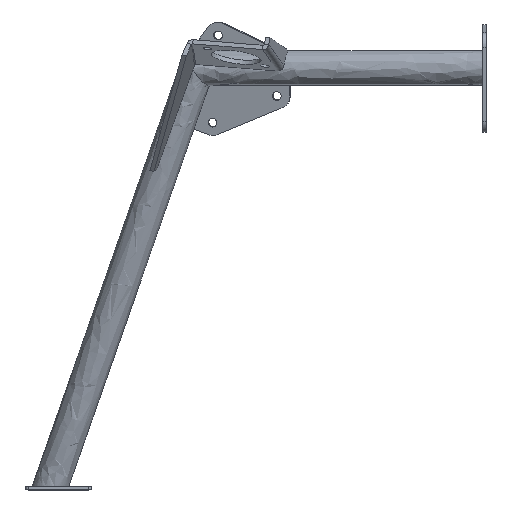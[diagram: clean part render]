
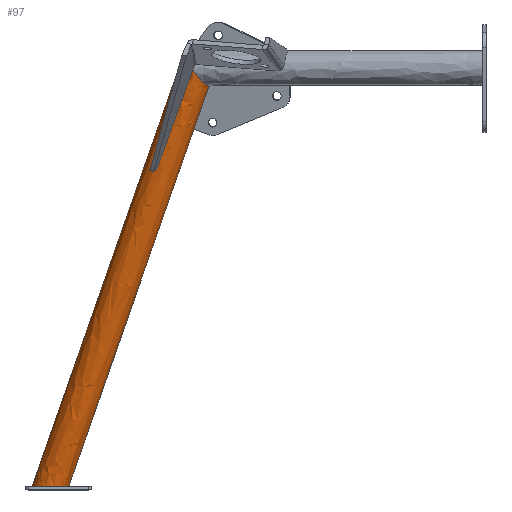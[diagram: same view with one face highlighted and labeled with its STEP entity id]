
A CAD part, top view. The second image highlights one B-rep face of the part: STEP entity #97.
In plain terms, the highlighted free-form (B-spline) face has degree [2, 1] with [9, 2] control points.
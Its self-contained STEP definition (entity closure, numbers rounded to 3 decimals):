
#97=ADVANCED_FACE('',(#201),#1741,.T.);
#201=FACE_OUTER_BOUND('',#313,.T.);
#313=EDGE_LOOP('',(#579,#580,#581,#582,#583));
#579=ORIENTED_EDGE('',*,*,#1056,.T.);
#580=ORIENTED_EDGE('',*,*,#1054,.F.);
#581=ORIENTED_EDGE('',*,*,#1049,.F.);
#582=ORIENTED_EDGE('',*,*,#1050,.F.);
#583=ORIENTED_EDGE('',*,*,#1055,.F.);
#1049=EDGE_CURVE('',#1585,#1584,#1409,.T.);
#1050=EDGE_CURVE('',#1586,#1585,#1410,.T.);
#1054=EDGE_CURVE('',#1584,#1588,#1414,.T.);
#1055=EDGE_CURVE('',#1589,#1586,#1415,.T.);
#1056=EDGE_CURVE('',#1589,#1588,#1416,.T.);
#1409=B_SPLINE_CURVE_WITH_KNOTS('',3,(#2699,#2700,#2701,#2702,#2703,#2704),
 .UNSPECIFIED.,.F.,.F.,(4,2,4),(-1.,-0.493,0.),
 .UNSPECIFIED.);
#1410=B_SPLINE_CURVE_WITH_KNOTS('',3,(#2705,#2706,#2707,#2708,#2709,#2710),
 .UNSPECIFIED.,.F.,.F.,(4,2,4),(-1.,-0.507,0.),
 .UNSPECIFIED.);
#1414=B_SPLINE_CURVE_WITH_KNOTS('',1,(#2725,#2726),.UNSPECIFIED.,.F.,.F.,
(2,2),(0.,496.56),.UNSPECIFIED.);
#1415=B_SPLINE_CURVE_WITH_KNOTS('',1,(#2727,#2728),.UNSPECIFIED.,.F.,.F.,
(2,2),(-539.411,0.),.UNSPECIFIED.);
#1416=B_SPLINE_CURVE_WITH_KNOTS('',3,(#2729,#2730,#2731,#2732,#2733,#2734,
#2735,#2736,#2737,#2738,#2739),.UNSPECIFIED.,.F.,.F.,(4,1,1,1,1,1,1,1,4),
(-1.,-0.875,-0.75,-0.625,-0.5,-0.375,-0.25,-0.125,0.),.UNSPECIFIED.);
#1584=VERTEX_POINT('',#2645);
#1585=VERTEX_POINT('',#2646);
#1586=VERTEX_POINT('',#2647);
#1588=VERTEX_POINT('',#2649);
#1589=VERTEX_POINT('',#2650);
#1741=(
BOUNDED_SURFACE()
B_SPLINE_SURFACE(2,1,((#2551,#2552),(#2553,#2554),(#2555,#2556),(#2557,
#2558),(#2559,#2560),(#2561,#2562),(#2563,#2564),(#2565,#2566),(#2567,#2568)),
 .UNSPECIFIED.,.T.,.F.,.F.)
B_SPLINE_SURFACE_WITH_KNOTS((3,2,2,2,3),(2,2),(0.,31.416,62.832,
94.248,125.664),(0.,672.385),.UNSPECIFIED.)
GEOMETRIC_REPRESENTATION_ITEM()
RATIONAL_B_SPLINE_SURFACE(((1.,1.),(0.707,0.707),
(1.,1.),(0.707,0.707),(1.,1.),(0.707,
0.707),(1.,1.),(0.707,0.707),(1.,1.)))
REPRESENTATION_ITEM('')
SURFACE()
);
#2551=CARTESIAN_POINT('',(15.177,-65.057,19.925));
#2552=CARTESIAN_POINT('',(232.665,555.423,160.652));
#2553=CARTESIAN_POINT('',(16.562,-61.107,0.368));
#2554=CARTESIAN_POINT('',(234.05,559.374,141.095));
#2555=CARTESIAN_POINT('',(-2.312,-54.491,0.368));
#2556=CARTESIAN_POINT('',(215.176,565.989,141.095));
#2557=CARTESIAN_POINT('',(-21.186,-47.876,0.368));
#2558=CARTESIAN_POINT('',(196.302,572.605,141.095));
#2559=CARTESIAN_POINT('',(-22.571,-51.826,19.925));
#2560=CARTESIAN_POINT('',(194.917,568.655,160.652));
#2561=CARTESIAN_POINT('',(-23.956,-55.776,39.482));
#2562=CARTESIAN_POINT('',(193.532,564.704,180.209));
#2563=CARTESIAN_POINT('',(-5.081,-62.392,39.482));
#2564=CARTESIAN_POINT('',(212.407,558.089,180.209));
#2565=CARTESIAN_POINT('',(13.793,-69.007,39.482));
#2566=CARTESIAN_POINT('',(231.281,551.473,180.209));
#2567=CARTESIAN_POINT('',(15.177,-65.057,19.925));
#2568=CARTESIAN_POINT('',(232.665,555.423,160.652));
#2645=CARTESIAN_POINT('',(199.803,462.232,142.286));
#2646=CARTESIAN_POINT('',(181.797,478.991,161.875));
#2647=CARTESIAN_POINT('',(171.672,501.775,142.714));
#2649=CARTESIAN_POINT('',(39.187,4.004,38.358));
#2650=CARTESIAN_POINT('',(-2.805,4.004,29.817));
#2699=CARTESIAN_POINT('',(181.797,478.991,161.875));
#2700=CARTESIAN_POINT('',(184.976,474.521,161.827));
#2701=CARTESIAN_POINT('',(188.865,469.841,160.221));
#2702=CARTESIAN_POINT('',(195.673,463.232,153.314));
#2703=CARTESIAN_POINT('',(198.627,461.332,148.07));
#2704=CARTESIAN_POINT('',(199.803,462.232,142.286));
#2705=CARTESIAN_POINT('',(171.672,501.775,142.714));
#2706=CARTESIAN_POINT('',(170.496,500.876,148.498));
#2707=CARTESIAN_POINT('',(171.331,497.357,153.67));
#2708=CARTESIAN_POINT('',(175.366,488.628,160.397));
#2709=CARTESIAN_POINT('',(178.617,483.46,161.923));
#2710=CARTESIAN_POINT('',(181.797,478.991,161.875));
#2725=CARTESIAN_POINT('',(199.803,462.232,142.286));
#2726=CARTESIAN_POINT('',(39.187,4.004,38.358));
#2727=CARTESIAN_POINT('',(-2.805,4.004,29.817));
#2728=CARTESIAN_POINT('',(171.672,501.775,142.714));
#2729=CARTESIAN_POINT('',(-2.805,4.004,29.817));
#2730=CARTESIAN_POINT('',(-3.145,4.004,32.181));
#2731=CARTESIAN_POINT('',(-2.978,4.004,37.471));
#2732=CARTESIAN_POINT('',(0.787,4.004,45.582));
#2733=CARTESIAN_POINT('',(7.663,4.004,51.71));
#2734=CARTESIAN_POINT('',(15.245,4.004,54.574));
#2735=CARTESIAN_POINT('',(23.196,4.004,54.869));
#2736=CARTESIAN_POINT('',(31.395,4.004,51.807));
#2737=CARTESIAN_POINT('',(37.212,4.004,45.645));
#2738=CARTESIAN_POINT('',(38.847,4.004,40.722));
#2739=CARTESIAN_POINT('',(39.187,4.004,38.358));
